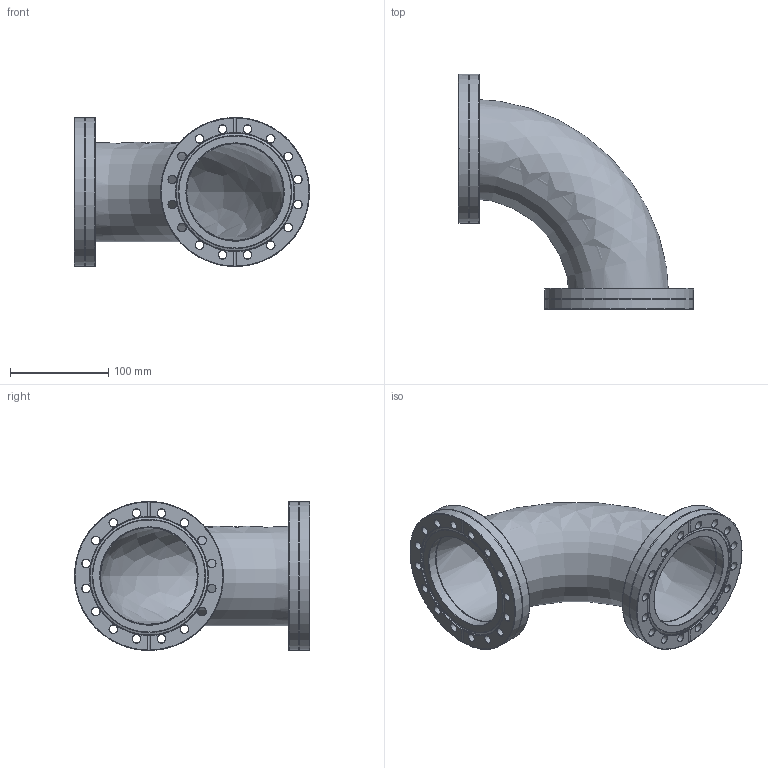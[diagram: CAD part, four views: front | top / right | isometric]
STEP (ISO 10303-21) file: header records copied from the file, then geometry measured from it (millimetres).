
FILE_DESCRIPTION (( 'STEP AP214' ), '1' );
FILE_NAME ('C901CF100R FULLVAC.STEP', '2019-11-19T15:11:37', ( '' ), ( '' ), 'SwSTEP 2.0', 'SolidWorks 2017', '' );
FILE_SCHEMA (( 'AUTOMOTIVE_DESIGN' ));
Length unit declared in the file: millimetre
Products named in the file (4): 2^C901CF100R FULLVAC; 3^C901CF100R FULLVAC; C901CF100R FULLVAC; 1^C901CF100R FULLVAC
Assembly tree (5 placements, depth 2):
  C901CF100R FULLVAC
    1^C901CF100R FULLVAC
    2^C901CF100R FULLVAC  x2
    3^C901CF100R FULLVAC  x2
Bounding box: 239.3 x 239.3 x 151.6 mm (x, y, z)
Volume: 501207.8 mm3; surface area: 273264.2 mm2
Topology: 5 solids, 5 shells, 172 faces, 470 edges, 310 vertices
Faces by surface type: cone 72, cylinder 50, bspline 34, plane 16
Full cylindrical faces by diameter (mm): 8.43 x32, 99.6 x2, 102.11 x2, 106.17 x2, 120.5 x2, 120.7 x2, 151.6 x4
Entity records: 6118 total; most frequent: CARTESIAN_POINT 3356, DIRECTION 332, ORIENTED_EDGE 238, EDGE_LOOP 200, AXIS2_PLACEMENT_3D 164, FACE_OUTER_BOUND 125, EDGE_CURVE 119, VERTEX_POINT 111
